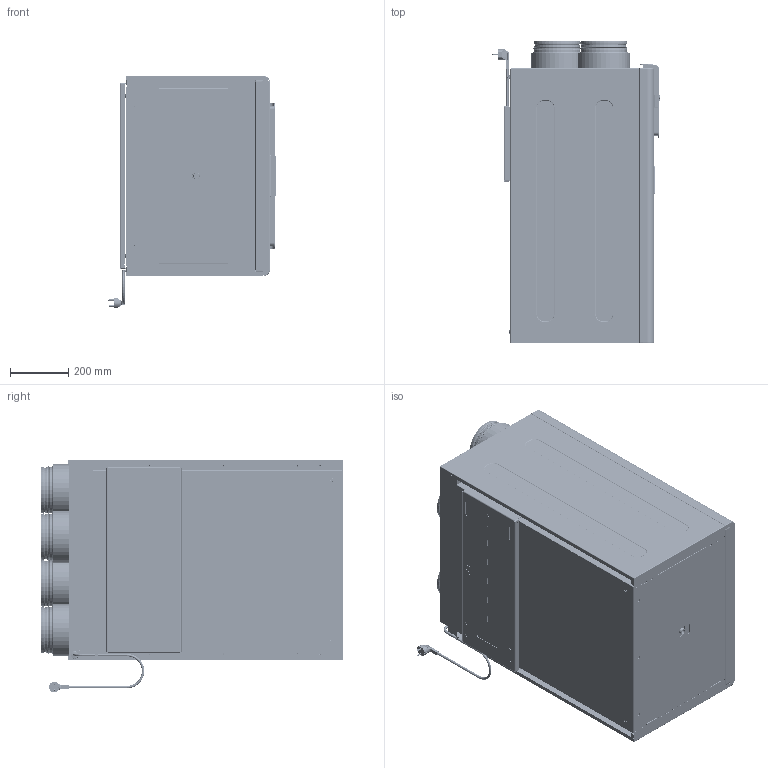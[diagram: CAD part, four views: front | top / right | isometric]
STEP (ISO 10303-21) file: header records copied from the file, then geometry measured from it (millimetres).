
FILE_DESCRIPTION((''),'2;1');
FILE_NAME('REP0001_SW0001','2017-01-11T',('2625'),('STIEBEL-ELTRON'),'CREO PARAMETRIC BY PTC INC, 2015480','CREO PARAMETRIC BY PTC INC, 2015480','');
FILE_SCHEMA(('AUTOMOTIVE_DESIGN_CC2 { 1 2 10303 214 -1 1 5 2 }'));
Products named in the file (1): REP0001_SW0001
Bounding box: 574.7 x 1039.6 x 799.75 mm (x, y, z)
Volume: 83470354 mm3; surface area: 15081936.7 mm2
Topology: 58 solids, 69 shells, 13860 faces, 37283 edges, 23858 vertices
Faces by surface type: plane 8337, cylinder 2867, extrusion 970, torus 801, cone 375, bspline 358, sphere 144, revolution 8
Entity records: 716089 total; most frequent: CARTESIAN_POINT 160239, ORIENTED_EDGE 74332, DIRECTION 66371, PRESENTATION_STYLE_ASSIGNMENT 49755, STYLED_ITEM 38184, CURVE_STYLE 38125, EDGE_CURVE 37166, VECTOR 25965
